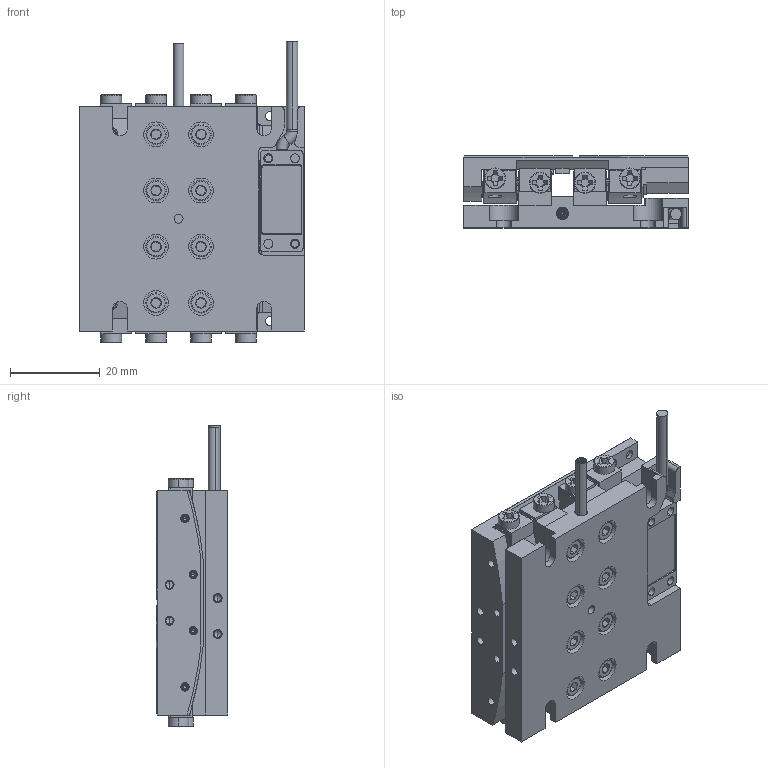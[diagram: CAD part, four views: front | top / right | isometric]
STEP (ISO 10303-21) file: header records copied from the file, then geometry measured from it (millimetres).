
FILE_DESCRIPTION (( 'STEP AP214' ), '1' );
FILE_NAME ('PG-50-1120X.STEP', '2022-02-09T22:30:20', ( '' ), ( '' ), 'SwSTEP 2.0', 'SolidWorks 2020', '' );
FILE_SCHEMA (( 'AUTOMOTIVE_DESIGN' ));
Length unit declared in the file: millimetre
Products named in the file (16): 430763 PG-50 Piezo, Base; 430438 PPS 28, Back Cover, NJ8x13; Roller, HI_RVF2050- 87-10Z; Encoder Cable; 130197 Bearing, Gonio Way, RVF2050-87-10Z; SCREW, MS-PPH, M-JCIS_M2.5 x 0.45 x 3mm; 430764 PG-50 Piezo, R87, Carriage; NJ Encoder 8x13 in Enclosure_Demo, No Cable ; Body, HI_RVF2050- 87-10Z; PG-50-1120X; Set Screw, Cup-H, E-ASME_E1-72 x 1''8; 430697 Encoder Head Enclosure, NJ 8x13; TFC-421 Silver Braided Cable_L30; Body 1, HI_RVF2050- 87-10Z; SCREW, SHCS-S, M-DIN_M2.5 x 0.45 x 06mm
Assembly tree (35 placements, depth 3):
  PG-50-1120X
    130197 Bearing, Gonio Way, RVF2050-87-10Z
      Roller, HI_RVF2050- 87-10Z
      Body, HI_RVF2050- 87-10Z
      Body 1, HI_RVF2050- 87-10Z
    130197 Bearing, Gonio Way, RVF2050-87-10Z
      Roller, HI_RVF2050- 87-10Z
      Body, HI_RVF2050- 87-10Z
      Body 1, HI_RVF2050- 87-10Z
    SCREW, SHCS-S, M-DIN_M2.5 x 0.45 x 06mm  x8
    SCREW, MS-PPH, M-JCIS_M2.5 x 0.45 x 3mm  x8
    Set Screw, Cup-H, E-ASME_E1-72 x 1''8  x4
    430763 PG-50 Piezo, Base
    430764 PG-50 Piezo, R87, Carriage
    NJ Encoder 8x13 in Enclosure_Demo, No Cable 
      430697 Encoder Head Enclosure, NJ 8x13
      430438 PPS 28, Back Cover, NJ8x13
    TFC-421 Silver Braided Cable_L30
    Encoder Cable
Bounding box: 50 x 16 x 67.05 mm (x, y, z)
Volume: 30267.5 mm3; surface area: 27950.2 mm2
Topology: 45 solids, 45 shells, 1896 faces, 4574 edges, 2801 vertices
Faces by surface type: plane 802, cylinder 601, cone 351, torus 116, bspline 26
Entity records: 70849 total; most frequent: CARTESIAN_POINT 44522, DIRECTION 5029, ORIENTED_EDGE 4820, EDGE_CURVE 2410, AXIS2_PLACEMENT_3D 1869, VERTEX_POINT 1535, LINE 1291, VECTOR 1291
